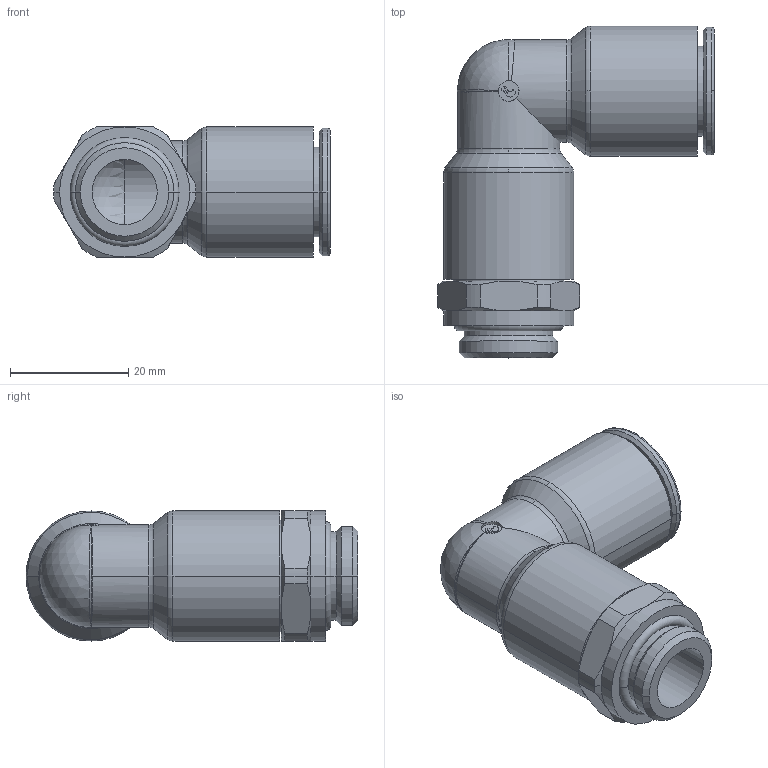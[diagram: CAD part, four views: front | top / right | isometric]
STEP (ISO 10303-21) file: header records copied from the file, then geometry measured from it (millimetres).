
FILE_DESCRIPTION(('STEP AP214'),'1');
FILE_NAME('3169_14_17.stp','2016-07-07T14:53:06',('TraceParts'),('TraceParts S.A.'),'Spatial InterOp 3D',' ',' ');
FILE_SCHEMA(('automotive_design'));
Length unit declared in the file: millimetre
Products named in the file (1): 1
Bounding box: 46.76 x 56.09 x 22 mm (x, y, z)
Volume: 13972.2 mm3; surface area: 9693.9 mm2
Topology: 1 solids, 1 shells, 118 faces, 300 edges, 184 vertices
Faces by surface type: cylinder 44, plane 31, cone 26, torus 12, sphere 5
Entity records: 4421 total; most frequent: CARTESIAN_POINT 1566, DIRECTION 645, ORIENTED_EDGE 582, EDGE_CURVE 291, AXIS2_PLACEMENT_3D 272, VERTEX_POINT 184, CIRCLE 146, EDGE_LOOP 129
